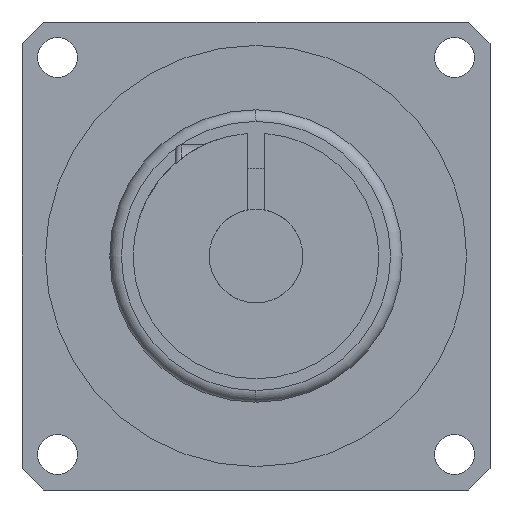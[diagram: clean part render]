
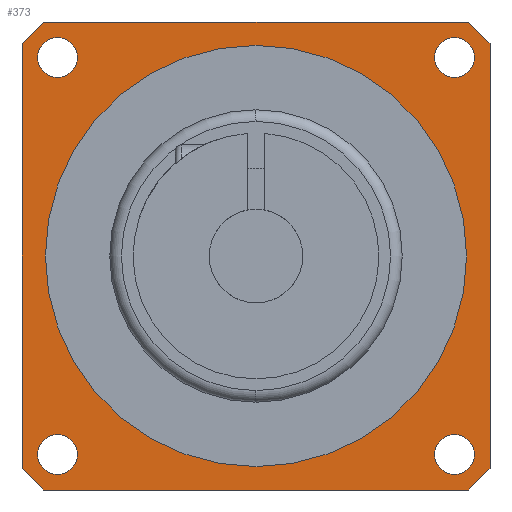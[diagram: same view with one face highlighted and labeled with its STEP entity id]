
A CAD part, left-side view. The second image highlights one B-rep face of the part: STEP entity #373.
In plain terms, the highlighted planar face has unit normal (-1, 0, 0).
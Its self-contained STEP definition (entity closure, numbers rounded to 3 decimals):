
#373=ADVANCED_FACE('',(#812,#813,#814,#815,#816,#817),#818,.F.);
#812=FACE_OUTER_BOUND('',#1302,.T.);
#813=FACE_BOUND('',#1303,.T.);
#814=FACE_BOUND('',#1304,.T.);
#815=FACE_BOUND('',#1305,.T.);
#816=FACE_BOUND('',#1306,.T.);
#817=FACE_BOUND('',#1307,.T.);
#818=PLANE('',#1308);
#1302=EDGE_LOOP('',(#2339,#2340,#2341,#2342,#2343,#2344,#2345,#2346));
#1303=EDGE_LOOP('',(#2347,#2348));
#1304=EDGE_LOOP('',(#2349,#2350));
#1305=EDGE_LOOP('',(#2351,#2352));
#1306=EDGE_LOOP('',(#2353,#2354));
#1307=EDGE_LOOP('',(#2355,#2356));
#1308=AXIS2_PLACEMENT_3D('',#2357,#2358,#2359);
#2339=ORIENTED_EDGE('',*,*,#3139,.F.);
#2340=ORIENTED_EDGE('',*,*,#3160,.F.);
#2341=ORIENTED_EDGE('',*,*,#3157,.F.);
#2342=ORIENTED_EDGE('',*,*,#3154,.F.);
#2343=ORIENTED_EDGE('',*,*,#3151,.F.);
#2344=ORIENTED_EDGE('',*,*,#3148,.F.);
#2345=ORIENTED_EDGE('',*,*,#3145,.F.);
#2346=ORIENTED_EDGE('',*,*,#3142,.F.);
#2347=ORIENTED_EDGE('',*,*,#2896,.T.);
#2348=ORIENTED_EDGE('',*,*,#3162,.T.);
#2349=ORIENTED_EDGE('',*,*,#3163,.T.);
#2350=ORIENTED_EDGE('',*,*,#2847,.T.);
#2351=ORIENTED_EDGE('',*,*,#3164,.T.);
#2352=ORIENTED_EDGE('',*,*,#2842,.T.);
#2353=ORIENTED_EDGE('',*,*,#3165,.T.);
#2354=ORIENTED_EDGE('',*,*,#2837,.T.);
#2355=ORIENTED_EDGE('',*,*,#3166,.T.);
#2356=ORIENTED_EDGE('',*,*,#2832,.T.);
#2357=CARTESIAN_POINT('',(-74.5,0.0,0.0));
#2358=DIRECTION('',(1.0,0.0,0.0));
#2359=DIRECTION('',(0.0,1.0,-0.0));
#2832=EDGE_CURVE('',#3373,#3377,#3379,.T.);
#2837=EDGE_CURVE('',#3382,#3386,#3388,.T.);
#2842=EDGE_CURVE('',#3391,#3395,#3397,.T.);
#2847=EDGE_CURVE('',#3400,#3404,#3406,.T.);
#2896=EDGE_CURVE('',#3486,#3490,#3492,.T.);
#3139=EDGE_CURVE('',#3843,#3845,#3846,.T.);
#3142=EDGE_CURVE('',#3845,#3849,#3850,.T.);
#3145=EDGE_CURVE('',#3849,#3853,#3854,.T.);
#3148=EDGE_CURVE('',#3853,#3857,#3858,.T.);
#3151=EDGE_CURVE('',#3857,#3861,#3862,.T.);
#3154=EDGE_CURVE('',#3861,#3865,#3866,.T.);
#3157=EDGE_CURVE('',#3865,#3869,#3870,.T.);
#3160=EDGE_CURVE('',#3869,#3843,#3873,.T.);
#3162=EDGE_CURVE('',#3490,#3486,#3875,.T.);
#3163=EDGE_CURVE('',#3404,#3400,#3876,.T.);
#3164=EDGE_CURVE('',#3395,#3391,#3877,.T.);
#3165=EDGE_CURVE('',#3386,#3382,#3878,.T.);
#3166=EDGE_CURVE('',#3377,#3373,#3879,.T.);
#3373=VERTEX_POINT('',#4162);
#3377=VERTEX_POINT('',#4167);
#3379=CIRCLE('',#4170,1.7);
#3382=VERTEX_POINT('',#4173);
#3386=VERTEX_POINT('',#4178);
#3388=CIRCLE('',#4181,1.7);
#3391=VERTEX_POINT('',#4184);
#3395=VERTEX_POINT('',#4189);
#3397=CIRCLE('',#4192,1.7);
#3400=VERTEX_POINT('',#4195);
#3404=VERTEX_POINT('',#4200);
#3406=CIRCLE('',#4203,1.7);
#3486=VERTEX_POINT('',#4370);
#3490=VERTEX_POINT('',#4375);
#3492=CIRCLE('',#4378,18.0);
#3843=VERTEX_POINT('',#5168);
#3845=VERTEX_POINT('',#5171);
#3846=CIRCLE('',#5172,27.0);
#3849=VERTEX_POINT('',#5176);
#3850=LINE('',#5177,#5178);
#3853=VERTEX_POINT('',#5182);
#3854=CIRCLE('',#5183,27.0);
#3857=VERTEX_POINT('',#5187);
#3858=LINE('',#5188,#5189);
#3861=VERTEX_POINT('',#5193);
#3862=CIRCLE('',#5194,27.0);
#3865=VERTEX_POINT('',#5198);
#3866=LINE('',#5199,#5200);
#3869=VERTEX_POINT('',#5204);
#3870=CIRCLE('',#5205,27.0);
#3873=LINE('',#5209,#5210);
#3875=CIRCLE('',#5212,18.0);
#3876=CIRCLE('',#5213,1.7);
#3877=CIRCLE('',#5214,1.7);
#3878=CIRCLE('',#5215,1.7);
#3879=CIRCLE('',#5216,1.7);
#4162=CARTESIAN_POINT('',(-74.5,15.271,16.971));
#4167=CARTESIAN_POINT('',(-74.5,18.671,16.971));
#4170=AXIS2_PLACEMENT_3D('',#5461,#5462,#5463);
#4173=CARTESIAN_POINT('',(-74.5,-18.671,16.971));
#4178=CARTESIAN_POINT('',(-74.5,-15.271,16.971));
#4181=AXIS2_PLACEMENT_3D('',#5469,#5470,#5471);
#4184=CARTESIAN_POINT('',(-74.5,-18.671,-16.971));
#4189=CARTESIAN_POINT('',(-74.5,-15.271,-16.971));
#4192=AXIS2_PLACEMENT_3D('',#5477,#5478,#5479);
#4195=CARTESIAN_POINT('',(-74.5,15.271,-16.971));
#4200=CARTESIAN_POINT('',(-74.5,18.671,-16.971));
#4203=AXIS2_PLACEMENT_3D('',#5485,#5486,#5487);
#4370=CARTESIAN_POINT('',(-74.5,0.0,18.0));
#4375=CARTESIAN_POINT('',(-74.5,0.,-18.0));
#4378=AXIS2_PLACEMENT_3D('',#5569,#5570,#5571);
#5168=CARTESIAN_POINT('',(-74.5,18.138,-20.0));
#5171=CARTESIAN_POINT('',(-74.5,20.0,-18.138));
#5172=AXIS2_PLACEMENT_3D('',#5835,#5836,#5837);
#5176=CARTESIAN_POINT('',(-74.5,20.0,18.138));
#5177=CARTESIAN_POINT('',(-74.5,20.0,-18.138));
#5178=VECTOR('',#5839,36.277);
#5182=CARTESIAN_POINT('',(-74.5,18.138,20.0));
#5183=AXIS2_PLACEMENT_3D('',#5841,#5842,#5843);
#5187=CARTESIAN_POINT('',(-74.5,-18.138,20.0));
#5188=CARTESIAN_POINT('',(-74.5,18.138,20.0));
#5189=VECTOR('',#5845,36.277);
#5193=CARTESIAN_POINT('',(-74.5,-20.0,18.138));
#5194=AXIS2_PLACEMENT_3D('',#5847,#5848,#5849);
#5198=CARTESIAN_POINT('',(-74.5,-20.0,-18.138));
#5199=CARTESIAN_POINT('',(-74.5,-20.0,18.138));
#5200=VECTOR('',#5851,36.277);
#5204=CARTESIAN_POINT('',(-74.5,-18.138,-20.0));
#5205=AXIS2_PLACEMENT_3D('',#5853,#5854,#5855);
#5209=CARTESIAN_POINT('',(-74.5,-18.138,-20.0));
#5210=VECTOR('',#5857,36.277);
#5212=AXIS2_PLACEMENT_3D('',#5858,#5859,#5860);
#5213=AXIS2_PLACEMENT_3D('',#5861,#5862,#5863);
#5214=AXIS2_PLACEMENT_3D('',#5864,#5865,#5866);
#5215=AXIS2_PLACEMENT_3D('',#5867,#5868,#5869);
#5216=AXIS2_PLACEMENT_3D('',#5870,#5871,#5872);
#5461=CARTESIAN_POINT('',(-74.5,16.971,16.971));
#5462=DIRECTION('',(1.0,0.0,0.0));
#5463=DIRECTION('',(0.0,-1.0,0.0));
#5469=CARTESIAN_POINT('',(-74.5,-16.971,16.971));
#5470=DIRECTION('',(1.0,0.0,0.0));
#5471=DIRECTION('',(0.0,-1.0,0.0));
#5477=CARTESIAN_POINT('',(-74.5,-16.971,-16.971));
#5478=DIRECTION('',(1.0,0.0,0.0));
#5479=DIRECTION('',(0.0,-1.0,0.0));
#5485=CARTESIAN_POINT('',(-74.5,16.971,-16.971));
#5486=DIRECTION('',(1.0,0.0,0.0));
#5487=DIRECTION('',(0.0,-1.0,0.0));
#5569=CARTESIAN_POINT('',(-74.5,0.0,0.0));
#5570=DIRECTION('',(1.0,0.0,0.0));
#5571=DIRECTION('',(0.0,0.0,-1.0));
#5835=CARTESIAN_POINT('',(-74.5,0.0,0.0));
#5836=DIRECTION('',(1.0,0.0,0.0));
#5837=DIRECTION('',(0.0,0.672,-0.741));
#5839=DIRECTION('',(0.0,0.0,1.0));
#5841=CARTESIAN_POINT('',(-74.5,0.0,0.0));
#5842=DIRECTION('',(1.0,0.0,-0.0));
#5843=DIRECTION('',(0.0,0.741,0.672));
#5845=DIRECTION('',(0.0,-1.0,0.0));
#5847=CARTESIAN_POINT('',(-74.5,0.0,0.0));
#5848=DIRECTION('',(1.0,0.0,0.0));
#5849=DIRECTION('',(0.0,-0.672,0.741));
#5851=DIRECTION('',(0.0,0.0,-1.0));
#5853=CARTESIAN_POINT('',(-74.5,0.0,0.0));
#5854=DIRECTION('',(1.0,0.0,0.0));
#5855=DIRECTION('',(0.0,-0.741,-0.672));
#5857=DIRECTION('',(0.0,1.0,0.0));
#5858=CARTESIAN_POINT('',(-74.5,0.0,0.0));
#5859=DIRECTION('',(1.0,0.0,0.0));
#5860=DIRECTION('',(0.0,0.0,-1.0));
#5861=CARTESIAN_POINT('',(-74.5,16.971,-16.971));
#5862=DIRECTION('',(1.0,0.0,0.0));
#5863=DIRECTION('',(0.0,-1.0,0.0));
#5864=CARTESIAN_POINT('',(-74.5,-16.971,-16.971));
#5865=DIRECTION('',(1.0,0.0,0.0));
#5866=DIRECTION('',(0.0,-1.0,0.0));
#5867=CARTESIAN_POINT('',(-74.5,-16.971,16.971));
#5868=DIRECTION('',(1.0,0.0,0.0));
#5869=DIRECTION('',(0.0,-1.0,0.0));
#5870=CARTESIAN_POINT('',(-74.5,16.971,16.971));
#5871=DIRECTION('',(1.0,0.0,0.0));
#5872=DIRECTION('',(0.0,-1.0,0.0));
